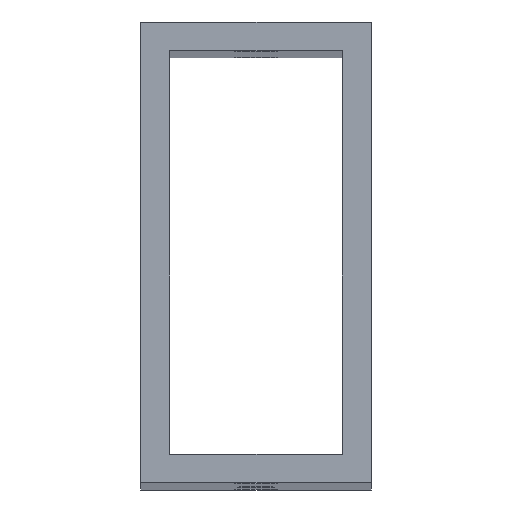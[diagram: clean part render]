
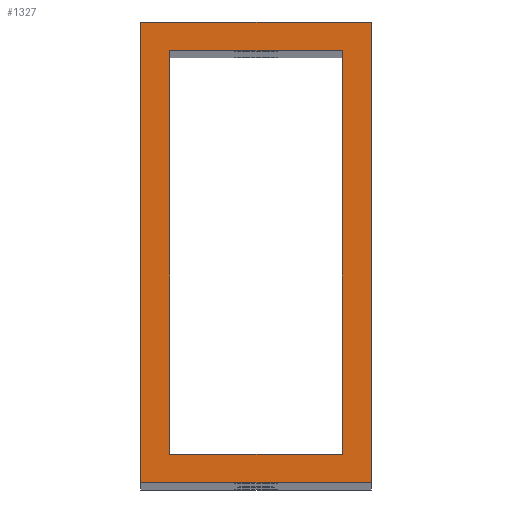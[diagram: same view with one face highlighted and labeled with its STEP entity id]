
A CAD part, top view. The second image highlights one B-rep face of the part: STEP entity #1327.
In plain terms, the highlighted planar face has unit normal (0, 0, 1).
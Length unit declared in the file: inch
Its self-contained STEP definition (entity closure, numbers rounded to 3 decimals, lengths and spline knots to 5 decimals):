
#47 = ORIENTED_EDGE ( 'NONE', *, *, #271, .F. ) ;
#108 = ORIENTED_EDGE ( 'NONE', *, *, #2093, .T. ) ;
#164 = VECTOR ( 'NONE', #244, 39.37008 ) ;
#244 = DIRECTION ( 'NONE',  ( 0., -1., 0. ) ) ;
#271 = EDGE_CURVE ( 'NONE', #1423, #1503, #1739, .T. ) ;
#272 = DIRECTION ( 'NONE',  ( -1., 0., 0. ) ) ;
#374 = CARTESIAN_POINT ( 'NONE',  ( -0.5, 1., 17.5 ) ) ;
#417 = CARTESIAN_POINT ( 'NONE',  ( 0.5, -1., 17.5 ) ) ;
#443 = VECTOR ( 'NONE', #847, 39.37008 ) ;
#481 = CARTESIAN_POINT ( 'NONE',  ( -0.5, -1., 17.5 ) ) ;
#484 = DIRECTION ( 'NONE',  ( 1., 0., 0. ) ) ;
#493 = CARTESIAN_POINT ( 'NONE',  ( 0.5, 1., 17.5 ) ) ;
#494 = CARTESIAN_POINT ( 'NONE',  ( 0., 0., 17.5 ) ) ;
#496 = ORIENTED_EDGE ( 'NONE', *, *, #1402, .F. ) ;
#539 = EDGE_CURVE ( 'NONE', #1020, #2145, #1330, .T. ) ;
#607 = CARTESIAN_POINT ( 'NONE',  ( -0.375, 0.875, 17.5 ) ) ;
#608 = CARTESIAN_POINT ( 'NONE',  ( 0.375, 0.875, 17.5 ) ) ;
#649 = EDGE_CURVE ( 'NONE', #1722, #1020, #2218, .T. ) ;
#652 = CARTESIAN_POINT ( 'NONE',  ( -0.5, -1., 17.5 ) ) ;
#678 = ORIENTED_EDGE ( 'NONE', *, *, #649, .T. ) ;
#702 = VECTOR ( 'NONE', #484, 39.37008 ) ;
#712 = CARTESIAN_POINT ( 'NONE',  ( 0.375, -0.875, 17.5 ) ) ;
#792 = EDGE_LOOP ( 'NONE', ( #108, #678, #1583, #2229 ) ) ;
#843 = CARTESIAN_POINT ( 'NONE',  ( -0.5, -0.875, 17.5 ) ) ;
#847 = DIRECTION ( 'NONE',  ( 1., 0., 0. ) ) ;
#987 = CARTESIAN_POINT ( 'NONE',  ( -0.375, -0.875, 17.5 ) ) ;
#1020 = VERTEX_POINT ( 'NONE', #1695 ) ;
#1043 = ORIENTED_EDGE ( 'NONE', *, *, #2165, .F. ) ;
#1099 = VECTOR ( 'NONE', #1985, 39.37008 ) ;
#1202 = EDGE_CURVE ( 'NONE', #1503, #1337, #1579, .T. ) ;
#1238 = FACE_OUTER_BOUND ( 'NONE', #792, .T. ) ;
#1298 = CARTESIAN_POINT ( 'NONE',  ( 0.375, 1., 17.5 ) ) ;
#1319 = DIRECTION ( 'NONE',  ( -1., 0., 0. ) ) ;
#1327 = ADVANCED_FACE ( 'NONE', ( #1476, #1238 ), #1635, .T. ) ;
#1330 = LINE ( 'NONE', #374, #164 ) ;
#1337 = VERTEX_POINT ( 'NONE', #712 ) ;
#1402 = EDGE_CURVE ( 'NONE', #2281, #1423, #2064, .T. ) ;
#1423 = VERTEX_POINT ( 'NONE', #607 ) ;
#1463 = LINE ( 'NONE', #1298, #1607 ) ;
#1476 = FACE_BOUND ( 'NONE', #2288, .T. ) ;
#1503 = VERTEX_POINT ( 'NONE', #987 ) ;
#1542 = EDGE_CURVE ( 'NONE', #2145, #1936, #1921, .T. ) ;
#1579 = LINE ( 'NONE', #843, #702 ) ;
#1583 = ORIENTED_EDGE ( 'NONE', *, *, #539, .T. ) ;
#1607 = VECTOR ( 'NONE', #2185, 39.37008 ) ;
#1633 = AXIS2_PLACEMENT_3D ( 'NONE', #494, #2380, #1654 ) ;
#1635 = PLANE ( 'NONE',  #1633 ) ;
#1654 = DIRECTION ( 'NONE',  ( 1., 0., 0. ) ) ;
#1695 = CARTESIAN_POINT ( 'NONE',  ( -0.5, 1., 17.5 ) ) ;
#1718 = CARTESIAN_POINT ( 'NONE',  ( -0.5, 0.875, 17.5 ) ) ;
#1722 = VERTEX_POINT ( 'NONE', #2401 ) ;
#1730 = CARTESIAN_POINT ( 'NONE',  ( -0.375, 1., 17.5 ) ) ;
#1739 = LINE ( 'NONE', #1730, #2291 ) ;
#1786 = VECTOR ( 'NONE', #272, 39.37008 ) ;
#1864 = VECTOR ( 'NONE', #1319, 39.37008 ) ;
#1921 = LINE ( 'NONE', #652, #443 ) ;
#1930 = DIRECTION ( 'NONE',  ( 0., -1., 0. ) ) ;
#1936 = VERTEX_POINT ( 'NONE', #417 ) ;
#1985 = DIRECTION ( 'NONE',  ( 0., 1., 0. ) ) ;
#2064 = LINE ( 'NONE', #1718, #1864 ) ;
#2093 = EDGE_CURVE ( 'NONE', #1936, #1722, #2163, .T. ) ;
#2114 = ORIENTED_EDGE ( 'NONE', *, *, #1202, .F. ) ;
#2119 = CARTESIAN_POINT ( 'NONE',  ( -0.5, 1., 17.5 ) ) ;
#2145 = VERTEX_POINT ( 'NONE', #481 ) ;
#2163 = LINE ( 'NONE', #493, #1099 ) ;
#2165 = EDGE_CURVE ( 'NONE', #1337, #2281, #1463, .T. ) ;
#2185 = DIRECTION ( 'NONE',  ( 0., 1., 0. ) ) ;
#2218 = LINE ( 'NONE', #2119, #1786 ) ;
#2229 = ORIENTED_EDGE ( 'NONE', *, *, #1542, .T. ) ;
#2281 = VERTEX_POINT ( 'NONE', #608 ) ;
#2288 = EDGE_LOOP ( 'NONE', ( #1043, #2114, #47, #496 ) ) ;
#2291 = VECTOR ( 'NONE', #1930, 39.37008 ) ;
#2380 = DIRECTION ( 'NONE',  ( 0., 0., 1. ) ) ;
#2401 = CARTESIAN_POINT ( 'NONE',  ( 0.5, 1., 17.5 ) ) ;
